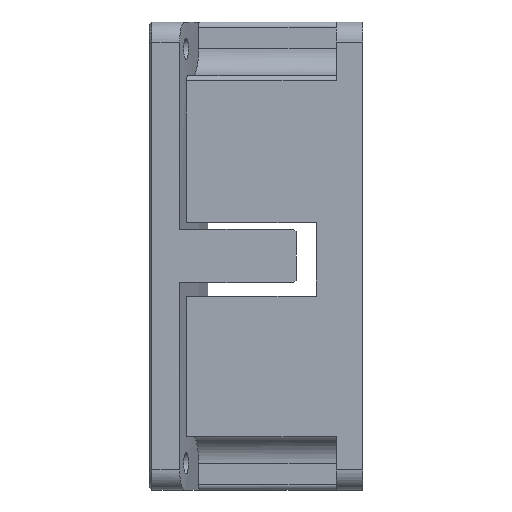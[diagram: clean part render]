
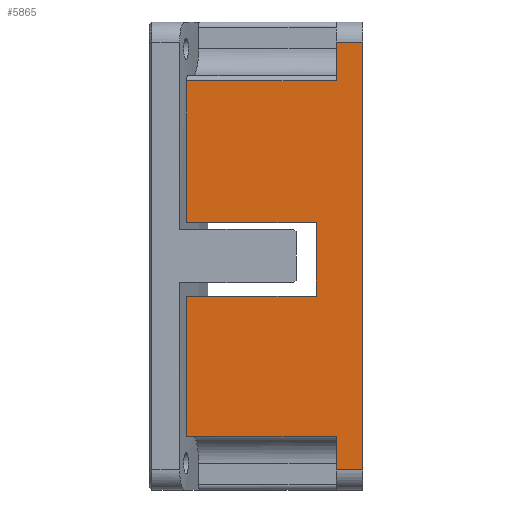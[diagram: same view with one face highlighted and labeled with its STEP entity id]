
A CAD part, left-side view. The second image highlights one B-rep face of the part: STEP entity #5865.
In plain terms, the highlighted planar face has unit normal (-1, 0, 0).
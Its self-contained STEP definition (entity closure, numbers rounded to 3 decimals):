
#35 = DIRECTION ( 'NONE',  ( 1., 0., 0. ) ) ;
#118 = ORIENTED_EDGE ( 'NONE', *, *, #4576, .T. ) ;
#343 = CARTESIAN_POINT ( 'NONE',  ( -17.5, -82., -16. ) ) ;
#359 = DIRECTION ( 'NONE',  ( 0., 1., 0. ) ) ;
#372 = EDGE_CURVE ( 'NONE', #7199, #1984, #2254, .T. ) ;
#431 = LINE ( 'NONE', #9918, #2798 ) ;
#751 = AXIS2_PLACEMENT_3D ( 'NONE', #7974, #35, #4650 ) ;
#1017 = CARTESIAN_POINT ( 'NONE',  ( -17.5, -68.81, -3. ) ) ;
#1278 = LINE ( 'NONE', #5671, #10819 ) ;
#1367 = LINE ( 'NONE', #2341, #8610 ) ;
#1372 = DIRECTION ( 'NONE',  ( 0., 1., 0. ) ) ;
#1390 = CARTESIAN_POINT ( 'NONE',  ( -17.5, -67., 16. ) ) ;
#1412 = VERTEX_POINT ( 'NONE', #10740 ) ;
#1464 = CARTESIAN_POINT ( 'NONE',  ( -17.5, -78.5, -3. ) ) ;
#1528 = EDGE_CURVE ( 'NONE', #1412, #2637, #1278, .T. ) ;
#1626 = EDGE_CURVE ( 'NONE', #1945, #4396, #11406, .T. ) ;
#1670 = DIRECTION ( 'NONE',  ( 0., 0., -1. ) ) ;
#1924 = EDGE_CURVE ( 'NONE', #5904, #10983, #6737, .T. ) ;
#1945 = VERTEX_POINT ( 'NONE', #6839 ) ;
#1984 = VERTEX_POINT ( 'NONE', #6246 ) ;
#2095 = ORIENTED_EDGE ( 'NONE', *, *, #1528, .F. ) ;
#2155 = ORIENTED_EDGE ( 'NONE', *, *, #11336, .F. ) ;
#2254 = LINE ( 'NONE', #1390, #4510 ) ;
#2323 = ORIENTED_EDGE ( 'NONE', *, *, #1626, .T. ) ;
#2341 = CARTESIAN_POINT ( 'NONE',  ( -17.5, -80., 0. ) ) ;
#2637 = VERTEX_POINT ( 'NONE', #3450 ) ;
#2721 = VERTEX_POINT ( 'NONE', #7868 ) ;
#2798 = VECTOR ( 'NONE', #4759, 1000. ) ;
#2898 = VECTOR ( 'NONE', #6962, 1000. ) ;
#3436 = CARTESIAN_POINT ( 'NONE',  ( -17.5, -68.81, -17.5 ) ) ;
#3450 = CARTESIAN_POINT ( 'NONE',  ( -17.5, -68.81, -13.5 ) ) ;
#3513 = VECTOR ( 'NONE', #9536, 1000. ) ;
#3543 = EDGE_CURVE ( 'NONE', #7199, #6745, #7877, .T. ) ;
#3767 = ORIENTED_EDGE ( 'NONE', *, *, #1924, .T. ) ;
#4014 = VECTOR ( 'NONE', #8476, 1000. ) ;
#4156 = CARTESIAN_POINT ( 'NONE',  ( -17.5, -117.43, -3. ) ) ;
#4179 = LINE ( 'NONE', #4994, #4014 ) ;
#4203 = LINE ( 'NONE', #3436, #3513 ) ;
#4226 = CARTESIAN_POINT ( 'NONE',  ( -17.5, -82., 17.5 ) ) ;
#4252 = VECTOR ( 'NONE', #6973, 1000. ) ;
#4396 = VERTEX_POINT ( 'NONE', #7744 ) ;
#4510 = VECTOR ( 'NONE', #359, 1000. ) ;
#4576 = EDGE_CURVE ( 'NONE', #1412, #2721, #6349, .T. ) ;
#4650 = DIRECTION ( 'NONE',  ( 0., 1., 0. ) ) ;
#4759 = DIRECTION ( 'NONE',  ( 0., 0., 1. ) ) ;
#4908 = EDGE_CURVE ( 'NONE', #5358, #5587, #6867, .T. ) ;
#4994 = CARTESIAN_POINT ( 'NONE',  ( -17.5, -67., -16. ) ) ;
#5135 = ORIENTED_EDGE ( 'NONE', *, *, #3543, .F. ) ;
#5358 = VERTEX_POINT ( 'NONE', #10533 ) ;
#5541 = DIRECTION ( 'NONE',  ( 0., 0., -1. ) ) ;
#5587 = VERTEX_POINT ( 'NONE', #5701 ) ;
#5671 = CARTESIAN_POINT ( 'NONE',  ( -17.5, -80., -13.5 ) ) ;
#5701 = CARTESIAN_POINT ( 'NONE',  ( -17.5, -68.81, 2.5 ) ) ;
#5725 = EDGE_CURVE ( 'NONE', #10983, #2637, #4203, .T. ) ;
#5865 = ADVANCED_FACE ( 'NONE', ( #8897 ), #9005, .F. ) ;
#5904 = VERTEX_POINT ( 'NONE', #1464 ) ;
#6127 = CARTESIAN_POINT ( 'NONE',  ( -17.5, -68.81, -17.5 ) ) ;
#6246 = CARTESIAN_POINT ( 'NONE',  ( -17.5, -80., 16. ) ) ;
#6349 = LINE ( 'NONE', #9639, #9417 ) ;
#6370 = EDGE_CURVE ( 'NONE', #5904, #5358, #431, .T. ) ;
#6737 = LINE ( 'NONE', #4156, #10816 ) ;
#6745 = VERTEX_POINT ( 'NONE', #343 ) ;
#6748 = ORIENTED_EDGE ( 'NONE', *, *, #5725, .T. ) ;
#6839 = CARTESIAN_POINT ( 'NONE',  ( -17.5, -80., 13.1 ) ) ;
#6867 = LINE ( 'NONE', #9555, #4252 ) ;
#6962 = DIRECTION ( 'NONE',  ( 0., 1., 0. ) ) ;
#6973 = DIRECTION ( 'NONE',  ( 0., 1., 0. ) ) ;
#7199 = VERTEX_POINT ( 'NONE', #8375 ) ;
#7744 = CARTESIAN_POINT ( 'NONE',  ( -17.5, -68.81, 13.1 ) ) ;
#7868 = CARTESIAN_POINT ( 'NONE',  ( -17.5, -80., -16. ) ) ;
#7877 = LINE ( 'NONE', #4226, #11248 ) ;
#7897 = LINE ( 'NONE', #6127, #10203 ) ;
#7974 = CARTESIAN_POINT ( 'NONE',  ( -17.5, -67., 17.5 ) ) ;
#8227 = ORIENTED_EDGE ( 'NONE', *, *, #10454, .T. ) ;
#8264 = EDGE_LOOP ( 'NONE', ( #8279, #8986, #3767, #6748, #2095, #118, #8227, #5135, #8292, #2155, #2323, #10517 ) ) ;
#8279 = ORIENTED_EDGE ( 'NONE', *, *, #4908, .F. ) ;
#8292 = ORIENTED_EDGE ( 'NONE', *, *, #372, .T. ) ;
#8375 = CARTESIAN_POINT ( 'NONE',  ( -17.5, -82., 16. ) ) ;
#8476 = DIRECTION ( 'NONE',  ( 0., -1., 0. ) ) ;
#8610 = VECTOR ( 'NONE', #10180, 1000. ) ;
#8879 = EDGE_CURVE ( 'NONE', #4396, #5587, #7897, .T. ) ;
#8883 = DIRECTION ( 'NONE',  ( 0., 0., -1. ) ) ;
#8897 = FACE_OUTER_BOUND ( 'NONE', #8264, .T. ) ;
#8986 = ORIENTED_EDGE ( 'NONE', *, *, #6370, .F. ) ;
#9005 = PLANE ( 'NONE',  #751 ) ;
#9290 = DIRECTION ( 'NONE',  ( 0., 1., 0. ) ) ;
#9417 = VECTOR ( 'NONE', #5541, 1000. ) ;
#9536 = DIRECTION ( 'NONE',  ( 0., 0., -1. ) ) ;
#9555 = CARTESIAN_POINT ( 'NONE',  ( -17.5, -117.43, 2.5 ) ) ;
#9639 = CARTESIAN_POINT ( 'NONE',  ( -17.5, -80., 0. ) ) ;
#9657 = CARTESIAN_POINT ( 'NONE',  ( -17.5, -67., 13.1 ) ) ;
#9918 = CARTESIAN_POINT ( 'NONE',  ( -17.5, -78.5, 2.5 ) ) ;
#10180 = DIRECTION ( 'NONE',  ( 0., 0., 1. ) ) ;
#10203 = VECTOR ( 'NONE', #8883, 1000. ) ;
#10454 = EDGE_CURVE ( 'NONE', #2721, #6745, #4179, .T. ) ;
#10517 = ORIENTED_EDGE ( 'NONE', *, *, #8879, .T. ) ;
#10533 = CARTESIAN_POINT ( 'NONE',  ( -17.5, -78.5, 2.5 ) ) ;
#10740 = CARTESIAN_POINT ( 'NONE',  ( -17.5, -80., -13.5 ) ) ;
#10816 = VECTOR ( 'NONE', #1372, 1000. ) ;
#10819 = VECTOR ( 'NONE', #9290, 1000. ) ;
#10983 = VERTEX_POINT ( 'NONE', #1017 ) ;
#11248 = VECTOR ( 'NONE', #1670, 1000. ) ;
#11336 = EDGE_CURVE ( 'NONE', #1945, #1984, #1367, .T. ) ;
#11406 = LINE ( 'NONE', #9657, #2898 ) ;
